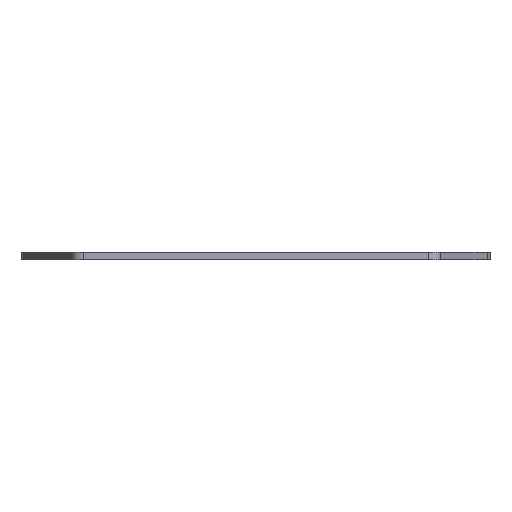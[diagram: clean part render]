
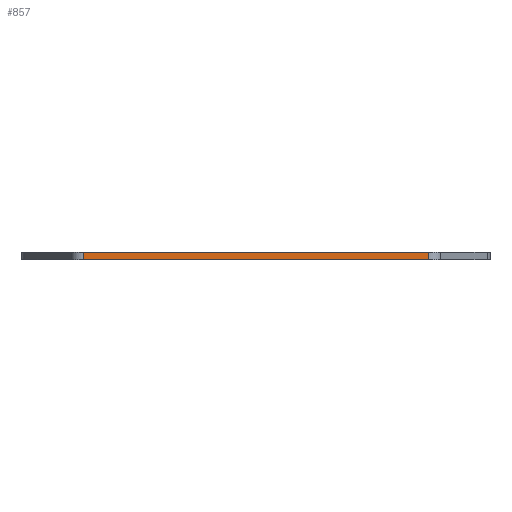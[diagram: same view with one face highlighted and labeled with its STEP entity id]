
A CAD part, front view. The second image highlights one B-rep face of the part: STEP entity #857.
In plain terms, the highlighted planar face has unit normal (0, -1, 0).
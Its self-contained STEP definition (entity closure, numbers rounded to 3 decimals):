
#181 = CARTESIAN_POINT ( 'NONE',  ( 27.5, -79., 0.75 ) ) ;
#340 = DIRECTION ( 'NONE',  ( 0., 0., 1. ) ) ;
#341 = DIRECTION ( 'NONE',  ( 1., 0., 0. ) ) ;
#348 = LINE ( 'NONE', #923, #982 ) ;
#366 = LINE ( 'NONE', #1052, #2569 ) ;
#443 = VECTOR ( 'NONE', #3362, 1000. ) ;
#469 = AXIS2_PLACEMENT_3D ( 'NONE', #1395, #2550, #1413 ) ;
#520 = EDGE_LOOP ( 'NONE', ( #2816, #2754, #2795, #2575 ) ) ;
#689 = VERTEX_POINT ( 'NONE', #3634 ) ;
#729 = LINE ( 'NONE', #3448, #3262 ) ;
#760 = EDGE_CURVE ( 'NONE', #1764, #689, #366, .T. ) ;
#857 = ADVANCED_FACE ( 'NONE', ( #2312 ), #1716, .F. ) ;
#878 = EDGE_CURVE ( 'NONE', #1040, #2994, #729, .T. ) ;
#923 = CARTESIAN_POINT ( 'NONE',  ( 0., -79., -0.75 ) ) ;
#982 = VECTOR ( 'NONE', #341, 1000. ) ;
#1040 = VERTEX_POINT ( 'NONE', #1548 ) ;
#1052 = CARTESIAN_POINT ( 'NONE',  ( 4.955, -79., 0.75 ) ) ;
#1071 = LINE ( 'NONE', #181, #443 ) ;
#1395 = CARTESIAN_POINT ( 'NONE',  ( 27.5, -79., 0.75 ) ) ;
#1413 = DIRECTION ( 'NONE',  ( -1., 0., 0. ) ) ;
#1548 = CARTESIAN_POINT ( 'NONE',  ( -59.955, -79., -0.75 ) ) ;
#1653 = DIRECTION ( 'NONE',  ( 0., 0., -1. ) ) ;
#1716 = PLANE ( 'NONE',  #469 ) ;
#1764 = VERTEX_POINT ( 'NONE', #3425 ) ;
#2312 = FACE_OUTER_BOUND ( 'NONE', #520, .T. ) ;
#2550 = DIRECTION ( 'NONE',  ( 0., 1., 0. ) ) ;
#2551 = CARTESIAN_POINT ( 'NONE',  ( -59.955, -79., 0.75 ) ) ;
#2569 = VECTOR ( 'NONE', #1653, 1000. ) ;
#2575 = ORIENTED_EDGE ( 'NONE', *, *, #3185, .T. ) ;
#2754 = ORIENTED_EDGE ( 'NONE', *, *, #2952, .F. ) ;
#2795 = ORIENTED_EDGE ( 'NONE', *, *, #878, .F. ) ;
#2816 = ORIENTED_EDGE ( 'NONE', *, *, #760, .F. ) ;
#2952 = EDGE_CURVE ( 'NONE', #2994, #1764, #1071, .T. ) ;
#2994 = VERTEX_POINT ( 'NONE', #2551 ) ;
#3185 = EDGE_CURVE ( 'NONE', #1040, #689, #348, .T. ) ;
#3262 = VECTOR ( 'NONE', #340, 1000. ) ;
#3362 = DIRECTION ( 'NONE',  ( 1., 0., 0. ) ) ;
#3425 = CARTESIAN_POINT ( 'NONE',  ( 4.955, -79., 0.75 ) ) ;
#3448 = CARTESIAN_POINT ( 'NONE',  ( -59.955, -79., 0.75 ) ) ;
#3634 = CARTESIAN_POINT ( 'NONE',  ( 4.955, -79., -0.75 ) ) ;
